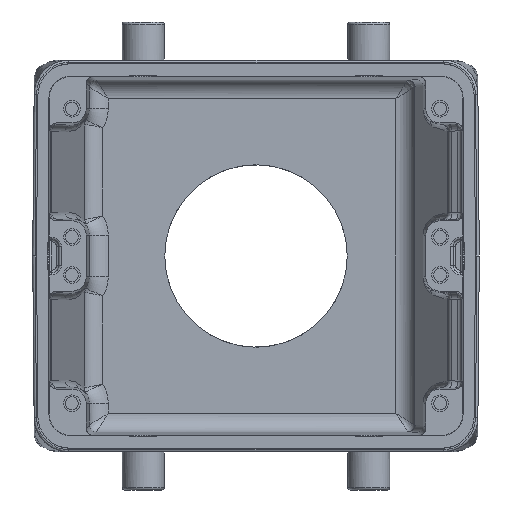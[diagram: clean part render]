
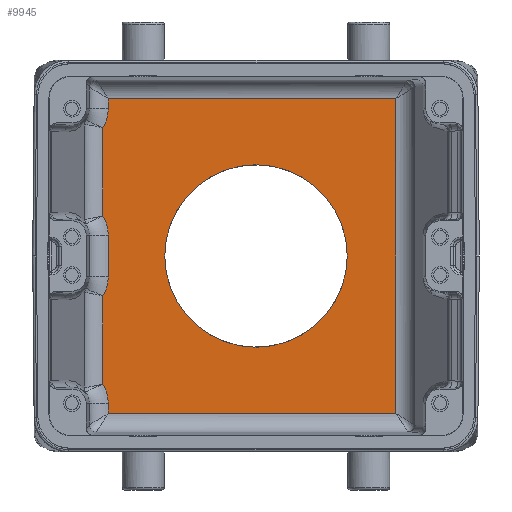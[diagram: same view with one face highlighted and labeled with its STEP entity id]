
A CAD part, front view. The second image highlights one B-rep face of the part: STEP entity #9945.
In plain terms, the highlighted planar face has unit normal (0, -1, 0).
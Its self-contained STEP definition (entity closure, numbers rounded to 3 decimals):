
#1219=CARTESIAN_POINT('',(-38.75,40.,-31.));
#1220=DIRECTION('',(0.,-1.,0.));
#1221=DIRECTION('',(1.,0.,0.));
#1222=AXIS2_PLACEMENT_3D('',#1219,#1220,#1221);
#1224=CARTESIAN_POINT('',(-38.75,40.,-4.4));
#1225=DIRECTION('',(0.,-1.,0.));
#1226=DIRECTION('',(0.853,0.,-0.521));
#1227=AXIS2_PLACEMENT_3D('',#1224,#1225,#1226);
#1229=CARTESIAN_POINT('',(-38.75,40.,4.4));
#1230=DIRECTION('',(0.,-1.,0.));
#1231=DIRECTION('',(1.,0.,0.));
#1232=AXIS2_PLACEMENT_3D('',#1229,#1230,#1231);
#1234=CARTESIAN_POINT('',(-38.75,40.,31.));
#1235=DIRECTION('',(0.,-1.,0.));
#1236=DIRECTION('',(0.853,0.,-0.521));
#1237=AXIS2_PLACEMENT_3D('',#1234,#1235,#1236);
#1239=CARTESIAN_POINT('',(0.,40.,0.));
#1240=DIRECTION('',(0.,-1.,0.));
#1241=DIRECTION('',(1.,0.,0.));
#1242=AXIS2_PLACEMENT_3D('',#1239,#1240,#1241);
#1244=CARTESIAN_POINT('',(0.,40.,0.));
#1245=DIRECTION('',(0.,-1.,0.));
#1246=DIRECTION('',(-1.,0.,0.));
#1247=AXIS2_PLACEMENT_3D('',#1244,#1245,#1246);
#1264=DIRECTION('',(-1.,0.,0.));
#1265=VECTOR('',#1264,60.552);
#1266=CARTESIAN_POINT('',(29.448,40.,33.104));
#1267=LINE('',#1266,#1265);
#1297=DIRECTION('',(0.,0.,1.));
#1298=VECTOR('',#1297,66.208);
#1299=CARTESIAN_POINT('',(29.448,40.,-33.104));
#1300=LINE('',#1299,#1298);
#1330=DIRECTION('',(1.,0.,0.));
#1331=VECTOR('',#1330,60.552);
#1332=CARTESIAN_POINT('',(-31.104,40.,-33.104));
#1333=LINE('',#1332,#1331);
#3135=DIRECTION('',(0.,0.,-1.));
#3136=VECTOR('',#3135,8.8);
#3137=CARTESIAN_POINT('',(-31.104,40.,4.4));
#3138=LINE('',#3137,#3136);
#3463=DIRECTION('',(0.,0.,-1.));
#3464=VECTOR('',#3463,2.104);
#3465=CARTESIAN_POINT('',(-31.104,40.,-31.));
#3466=LINE('',#3465,#3464);
#3534=DIRECTION('',(0.,0.,-1.));
#3535=VECTOR('',#3534,18.63);
#3536=CARTESIAN_POINT('',(-32.225,40.,-8.385));
#3537=LINE('',#3536,#3535);
#3730=DIRECTION('',(0.,0.,-1.));
#3731=VECTOR('',#3730,18.63);
#3732=CARTESIAN_POINT('',(-32.225,40.,27.015));
#3733=LINE('',#3732,#3731);
#3745=DIRECTION('',(0.,0.,-1.));
#3746=VECTOR('',#3745,2.104);
#3747=CARTESIAN_POINT('',(-31.104,40.,33.104));
#3748=LINE('',#3747,#3746);
#7096=CARTESIAN_POINT('',(-19.2,40.,0.));
#7097=VERTEX_POINT('',#7096);
#7098=CARTESIAN_POINT('',(19.2,40.,0.));
#7099=VERTEX_POINT('',#7098);
#7100=CARTESIAN_POINT('',(29.448,40.,33.104));
#7101=CARTESIAN_POINT('',(-31.104,40.,33.104));
#7102=VERTEX_POINT('',#7100);
#7103=VERTEX_POINT('',#7101);
#7104=CARTESIAN_POINT('',(29.448,40.,-33.104));
#7105=VERTEX_POINT('',#7104);
#7106=CARTESIAN_POINT('',(-31.104,40.,-33.104));
#7107=VERTEX_POINT('',#7106);
#7108=CARTESIAN_POINT('',(-31.104,40.,-31.));
#7109=VERTEX_POINT('',#7108);
#7110=CARTESIAN_POINT('',(-32.225,40.,-27.015));
#7111=VERTEX_POINT('',#7110);
#7112=CARTESIAN_POINT('',(-32.225,40.,-8.385));
#7113=VERTEX_POINT('',#7112);
#7114=CARTESIAN_POINT('',(-31.104,40.,-4.4));
#7115=VERTEX_POINT('',#7114);
#7116=CARTESIAN_POINT('',(-31.104,40.,4.4));
#7117=VERTEX_POINT('',#7116);
#7118=CARTESIAN_POINT('',(-32.225,40.,8.385));
#7119=VERTEX_POINT('',#7118);
#7120=CARTESIAN_POINT('',(-32.225,40.,27.015));
#7121=VERTEX_POINT('',#7120);
#7122=CARTESIAN_POINT('',(-31.104,40.,31.));
#7123=VERTEX_POINT('',#7122);
#9910=CARTESIAN_POINT('',(32.925,40.,-37.75));
#9911=DIRECTION('',(0.,1.,0.));
#9912=DIRECTION('',(-1.,0.,0.));
#9913=AXIS2_PLACEMENT_3D('',#9910,#9911,#9912);
#9914=PLANE('',#9913);
#9916=ORIENTED_EDGE('',*,*,#9915,.F.);
#9918=ORIENTED_EDGE('',*,*,#9917,.F.);
#9920=ORIENTED_EDGE('',*,*,#9919,.F.);
#9922=ORIENTED_EDGE('',*,*,#9921,.F.);
#9924=ORIENTED_EDGE('',*,*,#9923,.T.);
#9926=ORIENTED_EDGE('',*,*,#9925,.F.);
#9928=ORIENTED_EDGE('',*,*,#9927,.T.);
#9930=ORIENTED_EDGE('',*,*,#9929,.F.);
#9932=ORIENTED_EDGE('',*,*,#9931,.T.);
#9934=ORIENTED_EDGE('',*,*,#9933,.F.);
#9936=ORIENTED_EDGE('',*,*,#9935,.T.);
#9938=ORIENTED_EDGE('',*,*,#9937,.F.);
#9939=EDGE_LOOP('',(#9916,#9918,#9920,#9922,#9924,#9926,#9928,#9930,#9932,#9934,
#9936,#9938));
#9940=FACE_OUTER_BOUND('',#9939,.F.);
#9941=ORIENTED_EDGE('',*,*,#9890,.T.);
#9942=ORIENTED_EDGE('',*,*,#9904,.T.);
#9943=EDGE_LOOP('',(#9941,#9942));
#9944=FACE_BOUND('',#9943,.F.);
#9945=ADVANCED_FACE('',(#9940,#9944),#9914,.F.);
#1223=CIRCLE('',#1222,7.646);
#1228=CIRCLE('',#1227,7.646);
#1233=CIRCLE('',#1232,7.646);
#1238=CIRCLE('',#1237,7.646);
#1243=CIRCLE('',#1242,19.2);
#1248=CIRCLE('',#1247,19.2);
#9890=EDGE_CURVE('',#7099,#7097,#1243,.T.);
#9904=EDGE_CURVE('',#7097,#7099,#1248,.T.);
#9915=EDGE_CURVE('',#7102,#7103,#1267,.T.);
#9917=EDGE_CURVE('',#7105,#7102,#1300,.T.);
#9919=EDGE_CURVE('',#7107,#7105,#1333,.T.);
#9921=EDGE_CURVE('',#7109,#7107,#3466,.T.);
#9923=EDGE_CURVE('',#7109,#7111,#1223,.T.);
#9925=EDGE_CURVE('',#7113,#7111,#3537,.T.);
#9927=EDGE_CURVE('',#7113,#7115,#1228,.T.);
#9929=EDGE_CURVE('',#7117,#7115,#3138,.T.);
#9931=EDGE_CURVE('',#7117,#7119,#1233,.T.);
#9933=EDGE_CURVE('',#7121,#7119,#3733,.T.);
#9935=EDGE_CURVE('',#7121,#7123,#1238,.T.);
#9937=EDGE_CURVE('',#7103,#7123,#3748,.T.);
